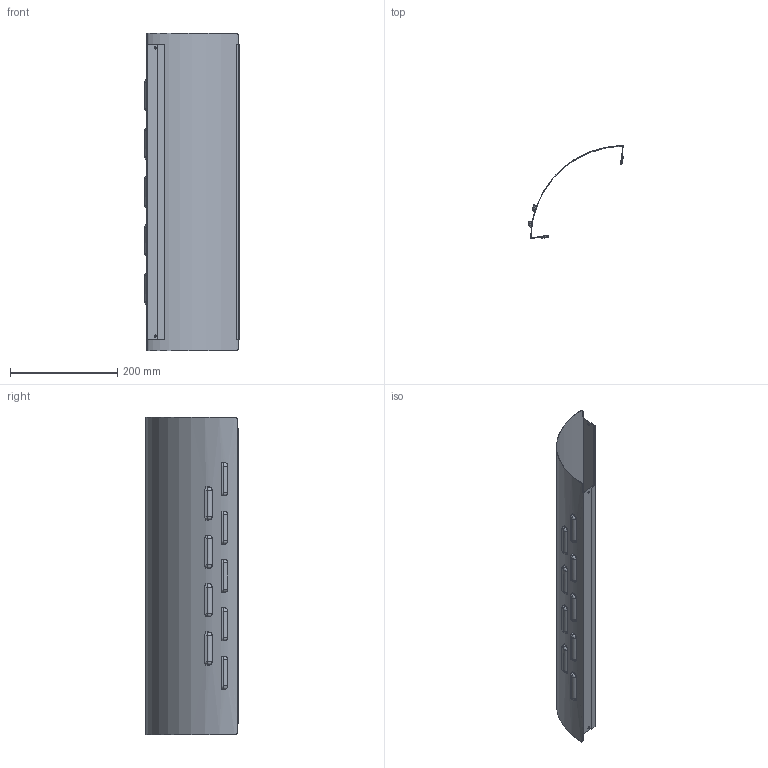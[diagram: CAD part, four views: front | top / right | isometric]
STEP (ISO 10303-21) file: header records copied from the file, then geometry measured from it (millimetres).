
FILE_DESCRIPTION((''),'2;1');
FILE_NAME('HINT-TM-062.stp','2014-03-06T07:43:29',(''),(''),'Autodesk Inventor 2013','Autodesk Inventor 2013','');
FILE_SCHEMA(('AUTOMOTIVE_DESIGN { 1 2 10303 214 0 1 1 1 }'));
Length unit declared in the file: millimetre
Products named in the file (1): HINT-TM-062
Bounding box: 175.94 x 172.14 x 590 mm (x, y, z)
Volume: 106469.7 mm3; surface area: 427172.1 mm2
Topology: 1 solids, 1 shells, 257 faces, 635 edges, 380 vertices
Faces by surface type: bspline 94, plane 94, cylinder 69
Full cylindrical faces by diameter (mm): 4 x4
Entity records: 11102 total; most frequent: CARTESIAN_POINT 5534, ORIENTED_EDGE 1262, DIRECTION 959, EDGE_CURVE 631, VERTEX_POINT 380, AXIS2_PLACEMENT_3D 354, EDGE_LOOP 287, FACE_OUTER_BOUND 257
